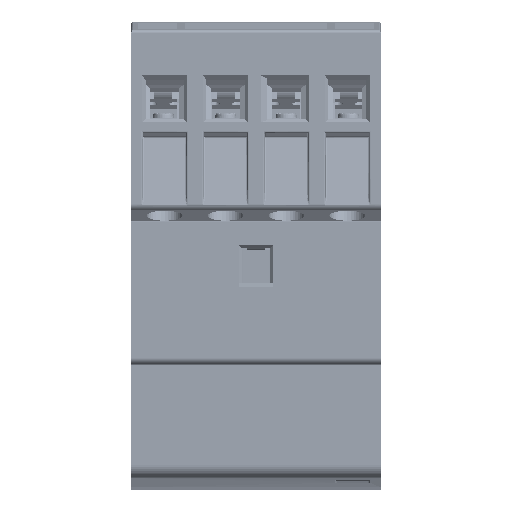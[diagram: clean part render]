
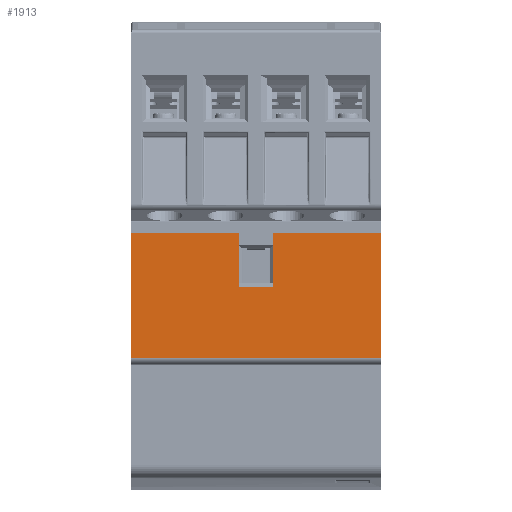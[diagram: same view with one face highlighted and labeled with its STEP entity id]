
A CAD part, left-side view. The second image highlights one B-rep face of the part: STEP entity #1913.
In plain terms, the highlighted planar face has unit normal (-1, 0, 0).
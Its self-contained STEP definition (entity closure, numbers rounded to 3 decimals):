
#1913=ADVANCED_FACE('',(#53452),#53454,.F.);
#53452=FACE_BOUND('',#53453,.T.);
#53453=EDGE_LOOP('',(#130211,#130212,#130213,#130214,#130215,#130216,#130217,#130218));
#53454=PLANE('',#53455);
#53455=AXIS2_PLACEMENT_3D('',#53456,#53457,#53458);
#53456=CARTESIAN_POINT('',(-34.25,-9.,-19.));
#53457=DIRECTION('',(1.,0.,0.));
#53458=DIRECTION('',(0.,1.,0.));
#130211=ORIENTED_EDGE('',*,*,#162810,.F.);
#130212=ORIENTED_EDGE('',*,*,#163171,.F.);
#130213=ORIENTED_EDGE('',*,*,#162804,.T.);
#130214=ORIENTED_EDGE('',*,*,#163240,.T.);
#130215=ORIENTED_EDGE('',*,*,#163084,.T.);
#130216=ORIENTED_EDGE('',*,*,#163241,.T.);
#130217=ORIENTED_EDGE('',*,*,#163242,.T.);
#130218=ORIENTED_EDGE('',*,*,#163238,.T.);
#162804=EDGE_CURVE('',#179799,#179797,#179800,.T.);
#162810=EDGE_CURVE('',#179808,#179810,#179811,.T.);
#163084=EDGE_CURVE('',#180269,#180267,#180270,.T.);
#163171=EDGE_CURVE('',#179799,#179808,#180406,.T.);
#163238=EDGE_CURVE('',#180509,#179810,#180510,.T.);
#163240=EDGE_CURVE('',#179797,#180269,#180512,.T.);
#163241=EDGE_CURVE('',#180267,#180513,#180514,.T.);
#163242=EDGE_CURVE('',#180513,#180509,#180515,.T.);
#179797=VERTEX_POINT('',#209127);
#179799=VERTEX_POINT('',#209131);
#179800=LINE('',#209132,#209133);
#179808=VERTEX_POINT('',#209150);
#179810=VERTEX_POINT('',#209154);
#179811=LINE('',#209155,#209156);
#180267=VERTEX_POINT('',#210285);
#180269=VERTEX_POINT('',#210290);
#180270=LINE('',#210291,#210292);
#180406=LINE('',#210623,#210624);
#180509=VERTEX_POINT('',#210860);
#180510=LINE('',#210861,#210862);
#180512=LINE('',#210867,#210868);
#180513=VERTEX_POINT('',#210870);
#180514=LINE('',#210871,#210872);
#180515=LINE('',#210874,#210875);
#209127=CARTESIAN_POINT('',(-34.25,2.5,0.));
#209131=CARTESIAN_POINT('',(-34.25,2.5,-7.75));
#209132=CARTESIAN_POINT('',(-34.25,2.5,-7.75));
#209133=VECTOR('',#209134,1.);
#209134=DIRECTION('',(0.,0.,1.));
#209150=CARTESIAN_POINT('',(-34.25,-2.5,-7.75));
#209154=CARTESIAN_POINT('',(-34.25,-2.5,0.));
#209155=CARTESIAN_POINT('',(-34.25,-2.5,-7.75));
#209156=VECTOR('',#209157,1.);
#209157=DIRECTION('',(0.,0.,1.));
#210285=CARTESIAN_POINT('',(-34.25,18.,-18.));
#210290=CARTESIAN_POINT('',(-34.25,18.,0.));
#210291=CARTESIAN_POINT('',(-34.25,18.,0.));
#210292=VECTOR('',#210293,1.);
#210293=DIRECTION('',(0.,0.,-1.));
#210623=CARTESIAN_POINT('',(-34.25,2.5,-7.75));
#210624=VECTOR('',#210625,1.);
#210625=DIRECTION('',(0.,-1.,0.));
#210860=CARTESIAN_POINT('',(-34.25,-18.,0.));
#210861=CARTESIAN_POINT('',(-34.25,-18.,0.));
#210862=VECTOR('',#210863,1.);
#210863=DIRECTION('',(0.,1.,0.));
#210867=CARTESIAN_POINT('',(-34.25,2.5,0.));
#210868=VECTOR('',#210869,1.);
#210869=DIRECTION('',(0.,1.,0.));
#210870=CARTESIAN_POINT('',(-34.25,-18.,-18.));
#210871=CARTESIAN_POINT('',(-34.25,18.,-18.));
#210872=VECTOR('',#210873,1.);
#210873=DIRECTION('',(0.,-1.,0.));
#210874=CARTESIAN_POINT('',(-34.25,-18.,-18.));
#210875=VECTOR('',#210876,1.);
#210876=DIRECTION('',(0.,0.,1.));
